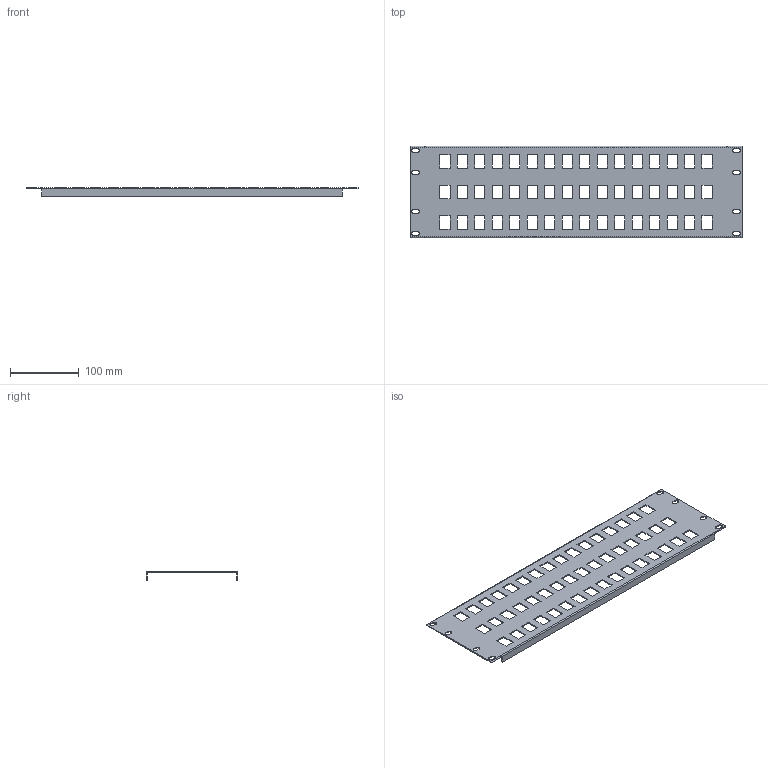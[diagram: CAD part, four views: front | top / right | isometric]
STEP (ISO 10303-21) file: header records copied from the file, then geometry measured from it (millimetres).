
FILE_DESCRIPTION (( 'STEP AP214' ), '1' );
FILE_NAME ('PR525B-48KS_3D.step', '2025-02-28T17:02:25', ( '' ), ( '' ), 'SwSTEP 2.0', 'SolidWorks 2022', '' );
FILE_SCHEMA (( 'AUTOMOTIVE_DESIGN' ));
Length unit declared in the file: inch
Products named in the file (1): PR525B-48KS_3D
Bounding box: 482.6 x 133.35 x 12 mm (x, y, z)
Volume: 88822.3 mm3; surface area: 125300.8 mm2
Topology: 1 solids, 1 shells, 260 faces, 770 edges, 512 vertices
Faces by surface type: plane 222, cylinder 38
Entity records: 8914 total; most frequent: CARTESIAN_POINT 1651, ORIENTED_EDGE 1540, DIRECTION 1344, EDGE_CURVE 770, VECTOR 694, LINE 694, VERTEX_POINT 512, EDGE_LOOP 372
